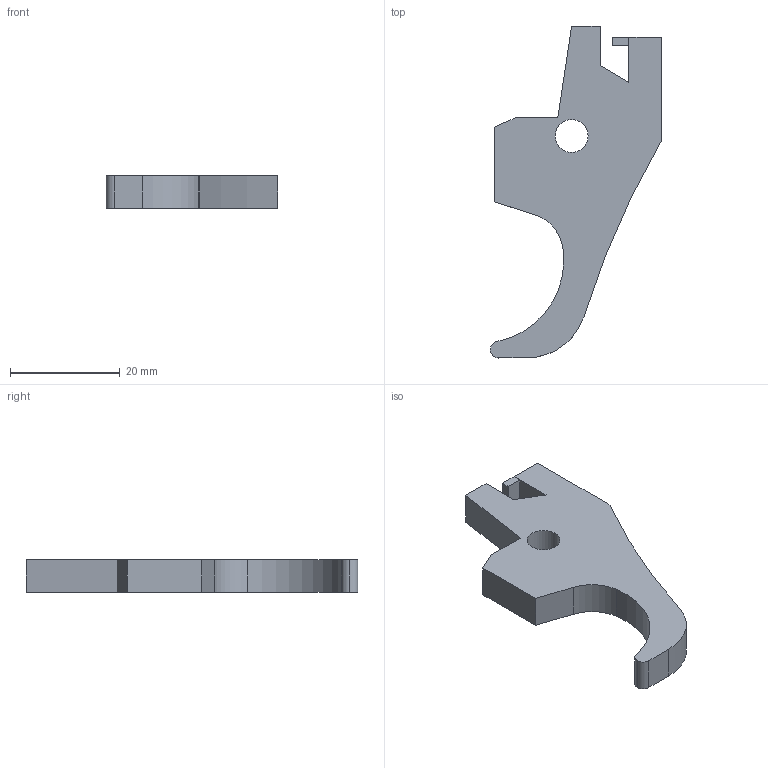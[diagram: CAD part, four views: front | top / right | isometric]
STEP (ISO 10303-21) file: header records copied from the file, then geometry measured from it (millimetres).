
FILE_DESCRIPTION(/* description */ (''),/* implementation_level */ '2;1');
FILE_NAME(/* name */ '',/* time_stamp */ '2025-08-03T23:39:20+09:00',/* author */ (''),/* organization */ (''),/* preprocessor_version */ 'ST-DEVELOPER v20.1',/* originating_system */ 'Autodesk Translation Framework v14.10.0.0',/* authorisation */ '');
FILE_SCHEMA (('AUTOMOTIVE_DESIGN { 1 0 10303 214 3 1 1 }'));
Length unit declared in the file: millimetre
Products named in the file (1): 2025-08-03-23-39-20-367
Bounding box: 31.2 x 60.4 x 6 mm (x, y, z)
Volume: 5481 mm3; surface area: 3199.1 mm2
Topology: 2 solids, 2 shells, 32 faces, 81 edges, 54 vertices
Faces by surface type: plane 24, cylinder 8
Full cylindrical faces by diameter (mm): 3 x1, 6 x1
Entity records: 997 total; most frequent: CARTESIAN_POINT 168, DIRECTION 163, ORIENTED_EDGE 162, EDGE_CURVE 81, LINE 65, VECTOR 65, VERTEX_POINT 54, AXIS2_PLACEMENT_3D 49
